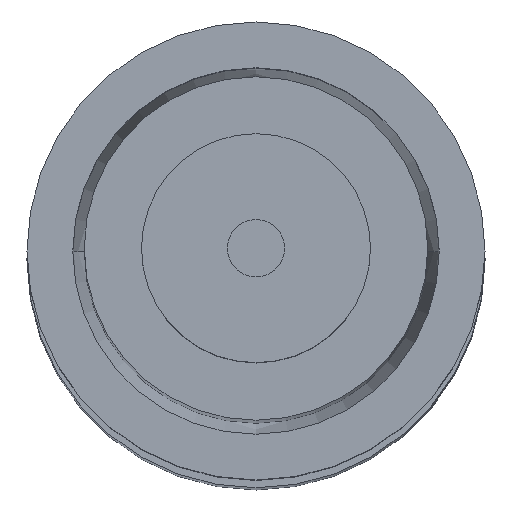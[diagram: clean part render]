
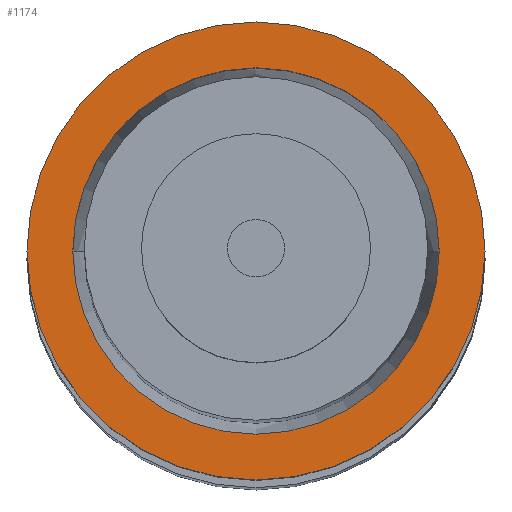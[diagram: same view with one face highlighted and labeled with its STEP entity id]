
A CAD part, top view. The second image highlights one B-rep face of the part: STEP entity #1174.
In plain terms, the highlighted planar face has unit normal (0, 0, 1).
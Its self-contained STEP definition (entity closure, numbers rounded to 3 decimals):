
#801=CARTESIAN_POINT('',(0.,0.,2.5));
#802=DIRECTION('',(0.,0.,-1.));
#803=DIRECTION('',(-1.,0.,0.));
#804=AXIS2_PLACEMENT_3D('',#801,#802,#803);
#806=CARTESIAN_POINT('',(0.,0.,2.5));
#807=DIRECTION('',(0.,0.,-1.));
#808=DIRECTION('',(1.,0.,0.));
#809=AXIS2_PLACEMENT_3D('',#806,#807,#808);
#811=CARTESIAN_POINT('',(0.,0.,2.5));
#812=DIRECTION('',(0.,0.,1.));
#813=DIRECTION('',(1.,0.,0.));
#814=AXIS2_PLACEMENT_3D('',#811,#812,#813);
#816=CARTESIAN_POINT('',(0.,0.,2.5));
#817=DIRECTION('',(0.,0.,1.));
#818=DIRECTION('',(-1.,0.,0.));
#819=AXIS2_PLACEMENT_3D('',#816,#817,#818);
#929=CARTESIAN_POINT('',(2.,0.,2.5));
#930=VERTEX_POINT('',#929);
#931=CARTESIAN_POINT('',(-2.,0.,2.5));
#932=VERTEX_POINT('',#931);
#933=CARTESIAN_POINT('',(1.6,0.,2.5));
#934=CARTESIAN_POINT('',(-1.6,0.,2.5));
#935=VERTEX_POINT('',#933);
#936=VERTEX_POINT('',#934);
#1159=CARTESIAN_POINT('',(1.6,0.,2.5));
#1160=DIRECTION('',(0.,0.,1.));
#1161=DIRECTION('',(1.,0.,0.));
#1162=AXIS2_PLACEMENT_3D('',#1159,#1160,#1161);
#1163=PLANE('',#1162);
#1164=ORIENTED_EDGE('',*,*,#1139,.T.);
#1165=ORIENTED_EDGE('',*,*,#1152,.T.);
#1166=EDGE_LOOP('',(#1164,#1165));
#1167=FACE_OUTER_BOUND('',#1166,.F.);
#1169=ORIENTED_EDGE('',*,*,#1168,.T.);
#1171=ORIENTED_EDGE('',*,*,#1170,.T.);
#1172=EDGE_LOOP('',(#1169,#1171));
#1173=FACE_BOUND('',#1172,.F.);
#805=CIRCLE('',#804,2.);
#810=CIRCLE('',#809,2.);
#815=CIRCLE('',#814,1.6);
#820=CIRCLE('',#819,1.6);
#1139=EDGE_CURVE('',#932,#930,#805,.T.);
#1152=EDGE_CURVE('',#930,#932,#810,.T.);
#1168=EDGE_CURVE('',#935,#936,#815,.T.);
#1170=EDGE_CURVE('',#936,#935,#820,.T.);
#1174=ADVANCED_FACE('',(#1167,#1173),#1163,.T.);
